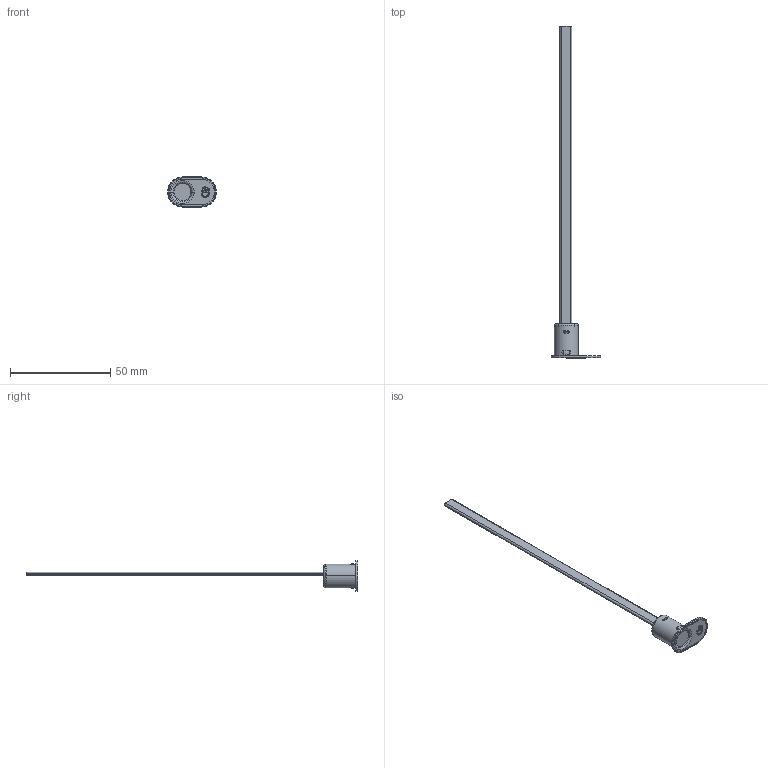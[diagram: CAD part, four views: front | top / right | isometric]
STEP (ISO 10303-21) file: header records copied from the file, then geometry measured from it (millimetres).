
FILE_DESCRIPTION((''),'2;1');
FILE_NAME('00_ASM_ASM','2026-01-17T16:36:42',('admin'),(''),'CREO PARAMETRIC BY PTC INC, 2020053','CREO PARAMETRIC BY PTC INC, 2020053','');
FILE_SCHEMA(('AUTOMOTIVE_DESIGN { 1 0 10303 214 1 1 1 1 }'));
Length unit declared in the file: millimetre
Products named in the file (8): _0001_74; _0003_16; 00_ASM_656_ASM; _0002_62; ZX; WIRE; HK; 00_ASM_ASM
Assembly tree (7 placements, depth 3):
  00_ASM_ASM
    00_ASM_656_ASM
      _0001_74
      _0003_16
    _0002_62
    ZX
    WIRE
    HK
Bounding box: 24.5 x 165.89 x 15 mm (x, y, z)
Volume: 2607.5 mm3; surface area: 4810.1 mm2
Topology: 6 solids, 6 shells, 254 faces, 661 edges, 444 vertices
Faces by surface type: plane 156, cylinder 55, cone 19, torus 8, extrusion 8, bspline 6, revolution 2
Entity records: 11639 total; most frequent: CARTESIAN_POINT 3716, ORIENTED_EDGE 1322, DIRECTION 1292, EDGE_CURVE 661, AXIS2_PLACEMENT_3D 450, VERTEX_POINT 444, VECTOR 390, LINE 382
